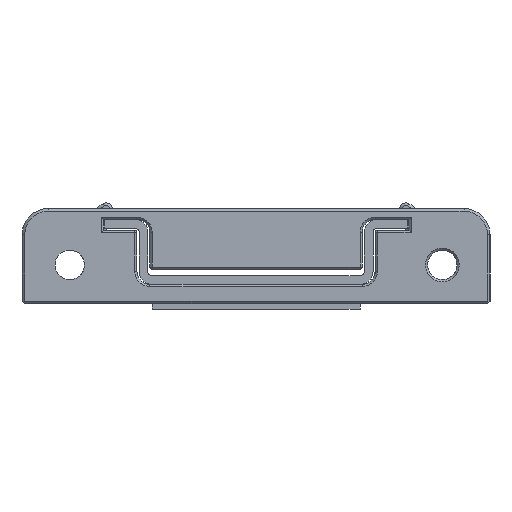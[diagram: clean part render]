
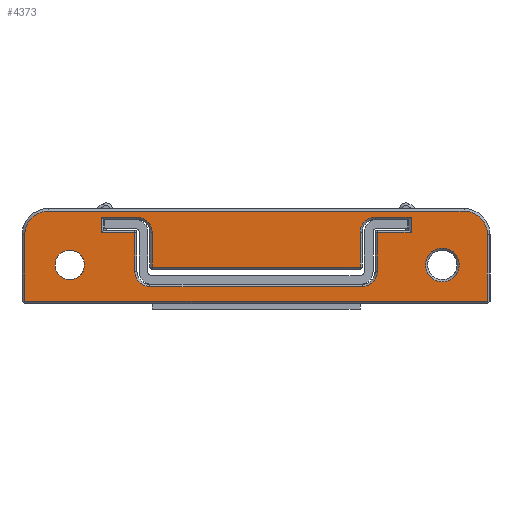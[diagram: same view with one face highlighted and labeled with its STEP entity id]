
A CAD part, left-side view. The second image highlights one B-rep face of the part: STEP entity #4373.
In plain terms, the highlighted face is planar.
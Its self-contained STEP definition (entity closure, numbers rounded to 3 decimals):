
#191=FACE_BOUND('',#719,.T.);
#192=FACE_BOUND('',#720,.T.);
#193=FACE_BOUND('',#721,.T.);
#248=PLANE('',#4750);
#435=FACE_OUTER_BOUND('',#718,.T.);
#718=EDGE_LOOP('',(#3575,#3576,#3577,#3578,#3579,#3580));
#719=EDGE_LOOP('',(#3581,#3582,#3583,#3584,#3585,#3586,#3587,#3588,#3589,
#3590,#3591,#3592,#3593,#3594,#3595,#3596));
#720=EDGE_LOOP('',(#3597));
#721=EDGE_LOOP('',(#3598));
#1047=LINE('',#8603,#1465);
#1051=LINE('',#8612,#1469);
#1054=LINE('',#8621,#1472);
#1062=LINE('',#8634,#1480);
#1075=LINE('',#8676,#1493);
#1076=LINE('',#8680,#1494);
#1077=LINE('',#8682,#1495);
#1078=LINE('',#8684,#1496);
#1079=LINE('',#8688,#1497);
#1080=LINE('',#8690,#1498);
#1081=LINE('',#8692,#1499);
#1082=LINE('',#8694,#1500);
#1083=LINE('',#8698,#1501);
#1084=LINE('',#8702,#1502);
#1085=LINE('',#8704,#1503);
#1086=LINE('',#8705,#1504);
#1465=VECTOR('',#5533,10.);
#1469=VECTOR('',#5543,10.);
#1472=VECTOR('',#5552,10.);
#1480=VECTOR('',#5566,10.);
#1493=VECTOR('',#5597,10.);
#1494=VECTOR('',#5600,10.);
#1495=VECTOR('',#5601,10.);
#1496=VECTOR('',#5602,10.);
#1497=VECTOR('',#5605,10.);
#1498=VECTOR('',#5606,10.);
#1499=VECTOR('',#5607,10.);
#1500=VECTOR('',#5608,10.);
#1501=VECTOR('',#5611,10.);
#1502=VECTOR('',#5614,10.);
#1503=VECTOR('',#5615,10.);
#1504=VECTOR('',#5616,10.);
#1768=CIRCLE('',#4734,2.7);
#1769=CIRCLE('',#4737,2.7);
#1776=CIRCLE('',#4751,1.75);
#1777=CIRCLE('',#4752,1.75);
#1778=CIRCLE('',#4753,1.75);
#1779=CIRCLE('',#4754,1.75);
#1780=CIRCLE('',#4755,1.95);
#1781=CIRCLE('',#4756,1.7);
#2070=VERTEX_POINT('',#8600);
#2071=VERTEX_POINT('',#8602);
#2072=VERTEX_POINT('',#8606);
#2073=VERTEX_POINT('',#8610);
#2074=VERTEX_POINT('',#8614);
#2076=VERTEX_POINT('',#8620);
#2097=VERTEX_POINT('',#8674);
#2098=VERTEX_POINT('',#8675);
#2099=VERTEX_POINT('',#8677);
#2100=VERTEX_POINT('',#8679);
#2101=VERTEX_POINT('',#8681);
#2102=VERTEX_POINT('',#8683);
#2103=VERTEX_POINT('',#8685);
#2104=VERTEX_POINT('',#8687);
#2105=VERTEX_POINT('',#8689);
#2106=VERTEX_POINT('',#8691);
#2107=VERTEX_POINT('',#8693);
#2108=VERTEX_POINT('',#8695);
#2109=VERTEX_POINT('',#8697);
#2110=VERTEX_POINT('',#8699);
#2111=VERTEX_POINT('',#8701);
#2112=VERTEX_POINT('',#8703);
#2113=VERTEX_POINT('',#8706);
#2114=VERTEX_POINT('',#8708);
#2569=EDGE_CURVE('',#2070,#2071,#1047,.T.);
#2572=EDGE_CURVE('',#2071,#2072,#1768,.T.);
#2574=EDGE_CURVE('',#2072,#2073,#1051,.T.);
#2576=EDGE_CURVE('',#2073,#2074,#1769,.T.);
#2578=EDGE_CURVE('',#2074,#2076,#1054,.T.);
#2586=EDGE_CURVE('',#2076,#2070,#1062,.T.);
#2605=EDGE_CURVE('',#2097,#2098,#1075,.T.);
#2606=EDGE_CURVE('',#2099,#2097,#1776,.T.);
#2607=EDGE_CURVE('',#2100,#2099,#1076,.T.);
#2608=EDGE_CURVE('',#2101,#2100,#1077,.T.);
#2609=EDGE_CURVE('',#2102,#2101,#1078,.T.);
#2610=EDGE_CURVE('',#2103,#2102,#1777,.T.);
#2611=EDGE_CURVE('',#2104,#2103,#1079,.T.);
#2612=EDGE_CURVE('',#2105,#2104,#1080,.T.);
#2613=EDGE_CURVE('',#2106,#2105,#1081,.T.);
#2614=EDGE_CURVE('',#2107,#2106,#1082,.T.);
#2615=EDGE_CURVE('',#2108,#2107,#1778,.T.);
#2616=EDGE_CURVE('',#2109,#2108,#1083,.T.);
#2617=EDGE_CURVE('',#2110,#2109,#1779,.T.);
#2618=EDGE_CURVE('',#2111,#2110,#1084,.T.);
#2619=EDGE_CURVE('',#2112,#2111,#1085,.T.);
#2620=EDGE_CURVE('',#2098,#2112,#1086,.T.);
#2621=EDGE_CURVE('',#2113,#2113,#1780,.T.);
#2622=EDGE_CURVE('',#2114,#2114,#1781,.T.);
#3575=ORIENTED_EDGE('',*,*,#2569,.F.);
#3576=ORIENTED_EDGE('',*,*,#2586,.F.);
#3577=ORIENTED_EDGE('',*,*,#2578,.F.);
#3578=ORIENTED_EDGE('',*,*,#2576,.F.);
#3579=ORIENTED_EDGE('',*,*,#2574,.F.);
#3580=ORIENTED_EDGE('',*,*,#2572,.F.);
#3581=ORIENTED_EDGE('',*,*,#2605,.F.);
#3582=ORIENTED_EDGE('',*,*,#2606,.F.);
#3583=ORIENTED_EDGE('',*,*,#2607,.F.);
#3584=ORIENTED_EDGE('',*,*,#2608,.F.);
#3585=ORIENTED_EDGE('',*,*,#2609,.F.);
#3586=ORIENTED_EDGE('',*,*,#2610,.F.);
#3587=ORIENTED_EDGE('',*,*,#2611,.F.);
#3588=ORIENTED_EDGE('',*,*,#2612,.F.);
#3589=ORIENTED_EDGE('',*,*,#2613,.F.);
#3590=ORIENTED_EDGE('',*,*,#2614,.F.);
#3591=ORIENTED_EDGE('',*,*,#2615,.F.);
#3592=ORIENTED_EDGE('',*,*,#2616,.F.);
#3593=ORIENTED_EDGE('',*,*,#2617,.F.);
#3594=ORIENTED_EDGE('',*,*,#2618,.F.);
#3595=ORIENTED_EDGE('',*,*,#2619,.F.);
#3596=ORIENTED_EDGE('',*,*,#2620,.F.);
#3597=ORIENTED_EDGE('',*,*,#2621,.F.);
#3598=ORIENTED_EDGE('',*,*,#2622,.F.);
#4373=ADVANCED_FACE('',(#435,#191,#192,#193),#248,.T.);
#4734=AXIS2_PLACEMENT_3D('',#8608,#5538,#5539);
#4737=AXIS2_PLACEMENT_3D('',#8616,#5547,#5548);
#4750=AXIS2_PLACEMENT_3D('',#8673,#5595,#5596);
#4751=AXIS2_PLACEMENT_3D('',#8678,#5598,#5599);
#4752=AXIS2_PLACEMENT_3D('',#8686,#5603,#5604);
#4753=AXIS2_PLACEMENT_3D('',#8696,#5609,#5610);
#4754=AXIS2_PLACEMENT_3D('',#8700,#5612,#5613);
#4755=AXIS2_PLACEMENT_3D('',#8707,#5617,#5618);
#4756=AXIS2_PLACEMENT_3D('',#8709,#5619,#5620);
#5533=DIRECTION('',(0.,0.,1.));
#5538=DIRECTION('center_axis',(-1.,0.,0.));
#5539=DIRECTION('ref_axis',(0.,-0.707,0.707));
#5543=DIRECTION('',(0.,1.,0.));
#5547=DIRECTION('center_axis',(-1.,0.,0.));
#5548=DIRECTION('ref_axis',(0.,0.707,0.707));
#5552=DIRECTION('',(0.,0.,-1.));
#5566=DIRECTION('',(0.,-1.,0.));
#5595=DIRECTION('center_axis',(1.,0.,0.));
#5596=DIRECTION('ref_axis',(0.,1.,0.));
#5597=DIRECTION('',(0.,-1.,0.));
#5598=DIRECTION('center_axis',(1.,0.,0.));
#5599=DIRECTION('ref_axis',(0.,0.707,0.707));
#5600=DIRECTION('',(0.,0.,1.));
#5601=DIRECTION('',(0.,-1.,0.));
#5602=DIRECTION('',(0.,0.,-1.));
#5603=DIRECTION('center_axis',(1.,0.,0.));
#5604=DIRECTION('ref_axis',(0.,-0.707,0.707));
#5605=DIRECTION('',(0.,-1.,0.));
#5606=DIRECTION('',(0.,0.,1.));
#5607=DIRECTION('',(0.,1.,0.));
#5608=DIRECTION('',(0.,0.,1.));
#5609=DIRECTION('center_axis',(1.,0.,0.));
#5610=DIRECTION('ref_axis',(0.,0.707,-0.707));
#5611=DIRECTION('',(0.,1.,0.));
#5612=DIRECTION('center_axis',(1.,0.,0.));
#5613=DIRECTION('ref_axis',(0.,-0.707,-0.707));
#5614=DIRECTION('',(0.,0.,-1.));
#5615=DIRECTION('',(0.,1.,0.));
#5616=DIRECTION('',(0.,0.,-1.));
#5617=DIRECTION('center_axis',(1.,0.,0.));
#5618=DIRECTION('ref_axis',(0.,-1.,0.));
#5619=DIRECTION('center_axis',(1.,0.,0.));
#5620=DIRECTION('ref_axis',(0.,-1.,0.));
#8600=CARTESIAN_POINT('',(145.319,-26.7,-5.7));
#8602=CARTESIAN_POINT('',(145.319,-26.7,2.));
#8603=CARTESIAN_POINT('',(145.319,-26.7,2.5));
#8606=CARTESIAN_POINT('',(145.319,-24.,4.7));
#8608=CARTESIAN_POINT('Origin',(145.319,-24.,2.));
#8610=CARTESIAN_POINT('',(145.319,24.,4.7));
#8612=CARTESIAN_POINT('',(145.319,12.5,4.7));
#8614=CARTESIAN_POINT('',(145.319,26.7,2.));
#8616=CARTESIAN_POINT('Origin',(145.319,24.,2.));
#8620=CARTESIAN_POINT('',(145.319,26.7,-5.7));
#8621=CARTESIAN_POINT('',(145.319,26.7,-2.5));
#8634=CARTESIAN_POINT('',(145.319,-12.5,-5.7));
#8673=CARTESIAN_POINT('Origin',(145.319,0.,0.));
#8674=CARTESIAN_POINT('',(145.319,-13.75,4.));
#8675=CARTESIAN_POINT('',(145.319,-17.9,4.));
#8676=CARTESIAN_POINT('',(145.319,-8.75,4.));
#8677=CARTESIAN_POINT('',(145.319,-12.,2.25));
#8678=CARTESIAN_POINT('Origin',(145.319,-13.75,2.25));
#8679=CARTESIAN_POINT('',(145.319,-12.,-1.75));
#8680=CARTESIAN_POINT('',(145.319,-12.,1.125));
#8681=CARTESIAN_POINT('',(145.319,12.,-1.75));
#8682=CARTESIAN_POINT('',(145.319,-6.,-1.75));
#8683=CARTESIAN_POINT('',(145.319,12.,2.25));
#8684=CARTESIAN_POINT('',(145.319,12.,-1.125));
#8685=CARTESIAN_POINT('',(145.319,13.75,4.));
#8686=CARTESIAN_POINT('Origin',(145.319,13.75,2.25));
#8687=CARTESIAN_POINT('',(145.319,17.9,4.));
#8688=CARTESIAN_POINT('',(145.319,7.,4.));
#8689=CARTESIAN_POINT('',(145.319,17.9,2.25));
#8690=CARTESIAN_POINT('',(145.319,17.9,1.875));
#8691=CARTESIAN_POINT('',(145.319,14.,2.25));
#8692=CARTESIAN_POINT('',(145.319,8.75,2.25));
#8693=CARTESIAN_POINT('',(145.319,14.,-2.25));
#8694=CARTESIAN_POINT('',(145.319,14.,1.125));
#8695=CARTESIAN_POINT('',(145.319,12.25,-4.));
#8696=CARTESIAN_POINT('Origin',(145.319,12.25,-2.25));
#8697=CARTESIAN_POINT('',(145.319,-12.25,-4.));
#8698=CARTESIAN_POINT('',(145.319,6.,-4.));
#8699=CARTESIAN_POINT('',(145.319,-14.,-2.25));
#8700=CARTESIAN_POINT('Origin',(145.319,-12.25,-2.25));
#8701=CARTESIAN_POINT('',(145.319,-14.,2.25));
#8702=CARTESIAN_POINT('',(145.319,-14.,-1.125));
#8703=CARTESIAN_POINT('',(145.319,-17.9,2.25));
#8704=CARTESIAN_POINT('',(145.319,-7.,2.25));
#8705=CARTESIAN_POINT('',(145.319,-17.9,1.375));
#8706=CARTESIAN_POINT('',(145.319,23.45,-1.5));
#8707=CARTESIAN_POINT('Origin',(145.319,21.5,-1.5));
#8708=CARTESIAN_POINT('',(145.319,-19.8,-1.5));
#8709=CARTESIAN_POINT('Origin',(145.319,-21.5,-1.5));
